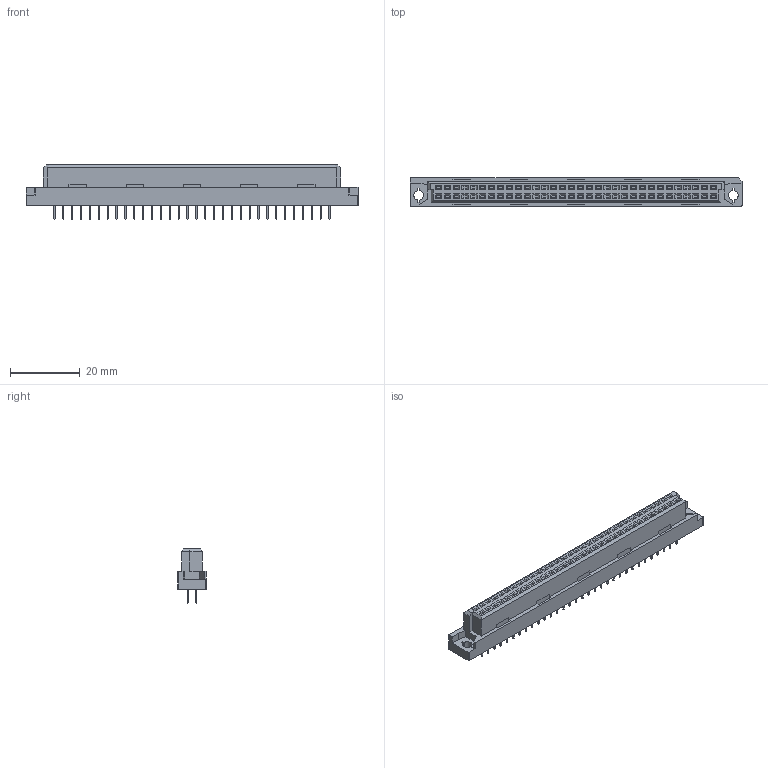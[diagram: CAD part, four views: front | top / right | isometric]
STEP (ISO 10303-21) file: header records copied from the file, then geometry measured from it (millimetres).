
FILE_DESCRIPTION (( 'STEP AP214' ), '1' );
FILE_NAME ('conn_dim_64.STEP', '2019-11-09T11:25:21', ( '' ), ( '' ), 'SwSTEP 2.0', 'SolidWorks 2018', '' );
FILE_SCHEMA (( 'AUTOMOTIVE_DESIGN' ));
Length unit declared in the file: millimetre
Products named in the file (1): conn_dim_64
Bounding box: 95 x 8.1 x 15.6 mm (x, y, z)
Volume: 6560.4 mm3; surface area: 5815.5 mm2
Topology: 1 solids, 1 shells, 1270 faces, 3162 edges, 2022 vertices
Faces by surface type: plane 1259, cylinder 11
Entity records: 43002 total; most frequent: CARTESIAN_POINT 6455, ORIENTED_EDGE 6324, DIRECTION 5726, EDGE_CURVE 3162, LINE 3140, VECTOR 3140, VERTEX_POINT 2022, EDGE_LOOP 1402
